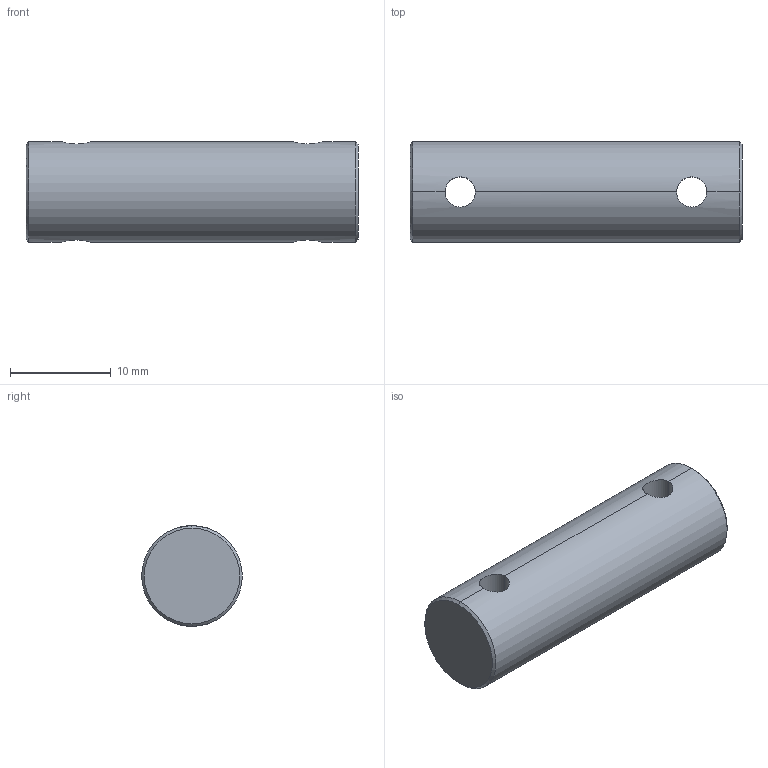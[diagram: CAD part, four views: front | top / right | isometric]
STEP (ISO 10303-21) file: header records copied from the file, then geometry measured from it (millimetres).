
FILE_DESCRIPTION (( 'STEP AP214' ), '1' );
FILE_NAME ('K4-AXE BIELLE VILLEBREQUIN.STEP', '2022-05-23T19:28:44', ( '' ), ( '' ), 'SwSTEP 2.0', 'SolidWorks 2021', '' );
FILE_SCHEMA (( 'AUTOMOTIVE_DESIGN' ));
Length unit declared in the file: millimetre
Products named in the file (1): K4-AXE BIELLE VILLEBREQUIN
Bounding box: 33 x 10 x 10 mm (x, y, z)
Volume: 2450.1 mm3; surface area: 1340 mm2
Topology: 1 solids, 1 shells, 12 faces, 30 edges, 16 vertices
Faces by surface type: cylinder 6, cone 4, plane 2
Entity records: 588 total; most frequent: CARTESIAN_POINT 275, ORIENTED_EDGE 60, DIRECTION 56, EDGE_CURVE 30, AXIS2_PLACEMENT_3D 21, VERTEX_POINT 16, LINE 14, VECTOR 14
